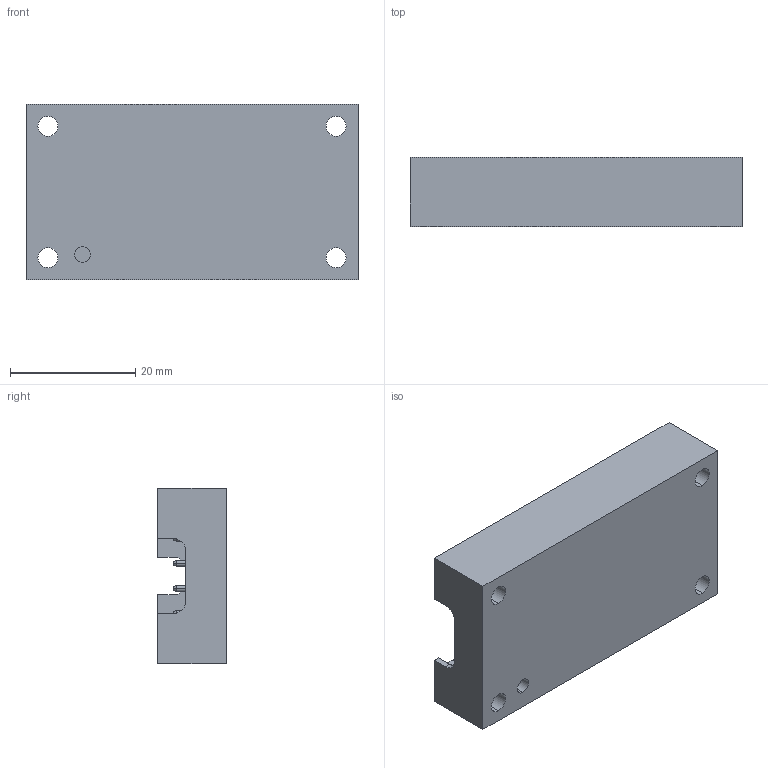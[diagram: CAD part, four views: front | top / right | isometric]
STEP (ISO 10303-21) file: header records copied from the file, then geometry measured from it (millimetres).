
FILE_DESCRIPTION (( 'STEP AP214' ), '1' );
FILE_NAME ('TX34_standard.STEP', '2016-02-10T10:59:58', ( '' ), ( '' ), 'SwSTEP 2.0', 'SolidWorks 2016', '' );
FILE_SCHEMA (( 'AUTOMOTIVE_DESIGN' ));
Length unit declared in the file: millimetre
Products named in the file (5): 1mm Harwin Pin_Silver; TX34 epoxy layer_standard; Part2^TX34_standard; TX34 housing_standard; TX34_standard
Assembly tree (15 placements, depth 2):
  Part2^TX34_standard
  TX34_standard
    TX34 housing_standard
    TX34 epoxy layer_standard
    1mm Harwin Pin_Silver  x13
Bounding box: 53 x 11 x 28 mm (x, y, z)
Volume: 10401.7 mm3; surface area: 9855.1 mm2
Topology: 15 solids, 15 shells, 202 faces, 449 edges, 290 vertices
Faces by surface type: cylinder 93, plane 83, cone 26
Entity records: 4242 total; most frequent: DIRECTION 765, CARTESIAN_POINT 695, ORIENTED_EDGE 658, EDGE_CURVE 329, AXIS2_PLACEMENT_3D 288, VERTEX_POINT 218, LINE 189, VECTOR 189
